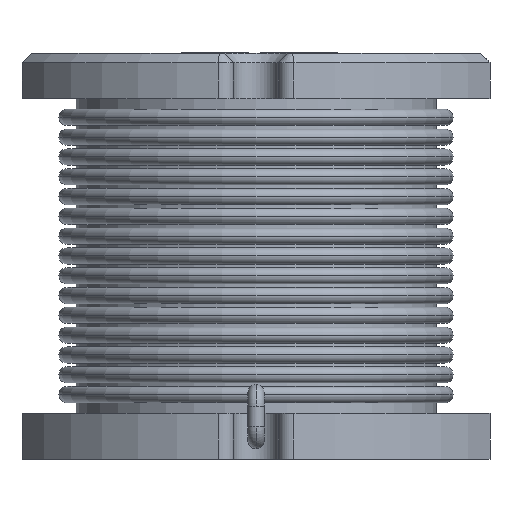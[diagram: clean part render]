
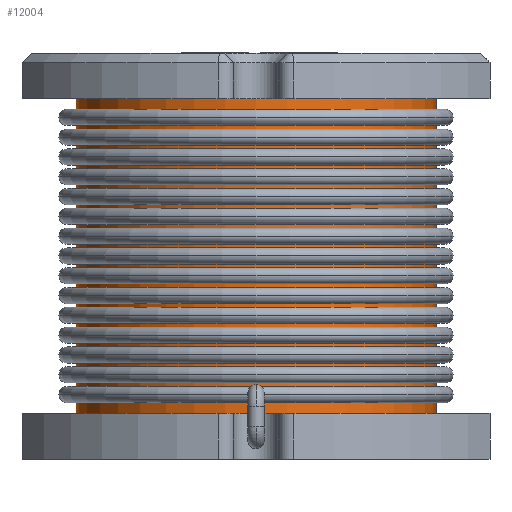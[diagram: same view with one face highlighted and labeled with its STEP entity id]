
A CAD part, front view. The second image highlights one B-rep face of the part: STEP entity #12004.
In plain terms, the highlighted cylindrical face has radius 2 mm (diameter 4 mm), a partial arc.
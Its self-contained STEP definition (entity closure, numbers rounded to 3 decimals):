
#426 = LINE ( 'NONE', #12374, #6052 ) ;
#594 = EDGE_CURVE ( 'NONE', #970, #7424, #1577, .T. ) ;
#960 = DIRECTION ( 'NONE',  ( 1., 0., 0. ) ) ;
#970 = VERTEX_POINT ( 'NONE', #14641 ) ;
#1515 = EDGE_CURVE ( 'NONE', #7424, #8371, #426, .T. ) ;
#1566 = CARTESIAN_POINT ( 'NONE',  ( -2., 0., 0.5 ) ) ;
#1577 = CIRCLE ( 'NONE', #9649, 2. ) ;
#1619 = DIRECTION ( 'NONE',  ( 0., 0., -1. ) ) ;
#2077 = DIRECTION ( 'NONE',  ( 0., 0., 1. ) ) ;
#2202 = EDGE_CURVE ( 'NONE', #12448, #8371, #12243, .T. ) ;
#2632 = EDGE_CURVE ( 'NONE', #970, #12448, #10259, .T. ) ;
#2671 = CYLINDRICAL_SURFACE ( 'NONE', #11897, 2. ) ;
#3744 = ORIENTED_EDGE ( 'NONE', *, *, #1515, .F. ) ;
#4700 = CARTESIAN_POINT ( 'NONE',  ( 2., 0., 4. ) ) ;
#4884 = DIRECTION ( 'NONE',  ( 0., 0., 1. ) ) ;
#5690 = DIRECTION ( 'NONE',  ( 0., 0., -1. ) ) ;
#6005 = CARTESIAN_POINT ( 'NONE',  ( 0., 0., 4. ) ) ;
#6052 = VECTOR ( 'NONE', #5690, 1000. ) ;
#6258 = DIRECTION ( 'NONE',  ( 1., 0., 0. ) ) ;
#6478 = ORIENTED_EDGE ( 'NONE', *, *, #594, .F. ) ;
#6480 = CARTESIAN_POINT ( 'NONE',  ( 2., 0., 0.5 ) ) ;
#7424 = VERTEX_POINT ( 'NONE', #4700 ) ;
#7502 = DIRECTION ( 'NONE',  ( 0., 0., -1. ) ) ;
#8023 = VECTOR ( 'NONE', #1619, 1000. ) ;
#8371 = VERTEX_POINT ( 'NONE', #6480 ) ;
#8919 = DIRECTION ( 'NONE',  ( -1., 0., 0. ) ) ;
#9475 = FACE_OUTER_BOUND ( 'NONE', #15607, .T. ) ;
#9649 = AXIS2_PLACEMENT_3D ( 'NONE', #14066, #2077, #960 ) ;
#10153 = CARTESIAN_POINT ( 'NONE',  ( -2., 0., 4. ) ) ;
#10259 = LINE ( 'NONE', #10153, #8023 ) ;
#11897 = AXIS2_PLACEMENT_3D ( 'NONE', #6005, #7502, #8919 ) ;
#11907 = ORIENTED_EDGE ( 'NONE', *, *, #2202, .T. ) ;
#12004 = ADVANCED_FACE ( 'NONE', ( #9475 ), #2671, .T. ) ;
#12243 = CIRCLE ( 'NONE', #15629, 2. ) ;
#12374 = CARTESIAN_POINT ( 'NONE',  ( 2., 0., 4. ) ) ;
#12448 = VERTEX_POINT ( 'NONE', #1566 ) ;
#12939 = CARTESIAN_POINT ( 'NONE',  ( 0., 0., 0.5 ) ) ;
#14066 = CARTESIAN_POINT ( 'NONE',  ( 0., 0., 4. ) ) ;
#14641 = CARTESIAN_POINT ( 'NONE',  ( -2., 0., 4. ) ) ;
#15607 = EDGE_LOOP ( 'NONE', ( #3744, #6478, #16624, #11907 ) ) ;
#15629 = AXIS2_PLACEMENT_3D ( 'NONE', #12939, #4884, #6258 ) ;
#16624 = ORIENTED_EDGE ( 'NONE', *, *, #2632, .T. ) ;
